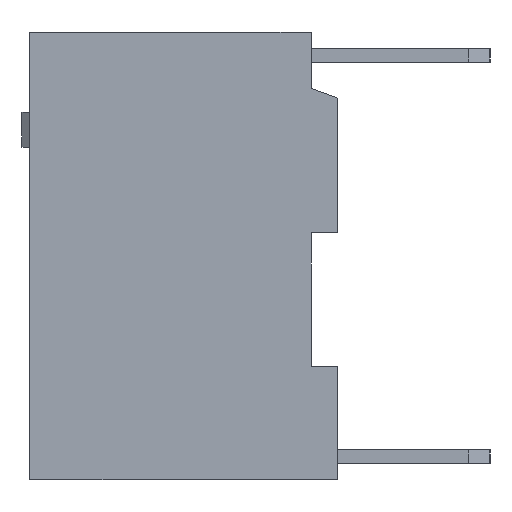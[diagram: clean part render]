
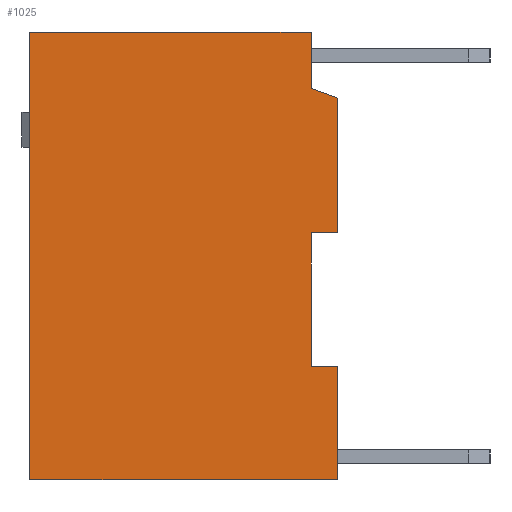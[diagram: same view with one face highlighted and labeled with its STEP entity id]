
A CAD part, left-side view. The second image highlights one B-rep face of the part: STEP entity #1025.
In plain terms, the highlighted planar face has unit normal (-1, 0, 0).
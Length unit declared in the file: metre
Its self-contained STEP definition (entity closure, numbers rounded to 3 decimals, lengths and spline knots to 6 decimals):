
#1025 = ADVANCED_FACE( '', ( #3772 ), #3773, .T. );
#3772 = FACE_OUTER_BOUND( '', #7222, .T. );
#3773 = PLANE( '', #7223 );
#7222 = EDGE_LOOP( '', ( #17224, #17225, #17226, #17227, #17228, #17229, #17230, #17231, #17232, #17233 ) );
#7223 = AXIS2_PLACEMENT_3D( '', #17234, #17235, #17236 );
#17224 = ORIENTED_EDGE( '', *, *, #25765, .F. );
#17225 = ORIENTED_EDGE( '', *, *, #26043, .F. );
#17226 = ORIENTED_EDGE( '', *, *, #24130, .F. );
#17227 = ORIENTED_EDGE( '', *, *, #22938, .T. );
#17228 = ORIENTED_EDGE( '', *, *, #26392, .T. );
#17229 = ORIENTED_EDGE( '', *, *, #26393, .T. );
#17230 = ORIENTED_EDGE( '', *, *, #25766, .T. );
#17231 = ORIENTED_EDGE( '', *, *, #25710, .F. );
#17232 = ORIENTED_EDGE( '', *, *, #26394, .T. );
#17233 = ORIENTED_EDGE( '', *, *, #22542, .T. );
#17234 = CARTESIAN_POINT( '', ( -0.0254, 0.00292, -0.00425 ) );
#17235 = DIRECTION( '', ( -1., 0., 0. ) );
#17236 = DIRECTION( '', ( 0., 0., 1. ) );
#22542 = EDGE_CURVE( '', #26999, #26997, #27000, .T. );
#22938 = EDGE_CURVE( '', #27791, #27789, #27792, .T. );
#24130 = EDGE_CURVE( '', #27791, #30008, #30009, .T. );
#25710 = EDGE_CURVE( '', #32543, #32545, #32546, .T. );
#25765 = EDGE_CURVE( '', #32628, #26997, #32630, .T. );
#25766 = EDGE_CURVE( '', #32631, #32545, #32632, .T. );
#26043 = EDGE_CURVE( '', #30008, #32628, #33071, .T. );
#26392 = EDGE_CURVE( '', #27789, #33538, #33539, .T. );
#26393 = EDGE_CURVE( '', #33538, #32631, #33540, .T. );
#26394 = EDGE_CURVE( '', #32543, #26999, #33541, .T. );
#26997 = VERTEX_POINT( '', #34278 );
#26999 = VERTEX_POINT( '', #34281 );
#27000 = LINE( '', #34282, #34283 );
#27789 = VERTEX_POINT( '', #35466 );
#27791 = VERTEX_POINT( '', #35469 );
#27792 = LINE( '', #35470, #35471 );
#30008 = VERTEX_POINT( '', #38838 );
#30009 = LINE( '', #38839, #38840 );
#32543 = VERTEX_POINT( '', #42892 );
#32545 = VERTEX_POINT( '', #42895 );
#32546 = LINE( '', #42896, #42897 );
#32628 = VERTEX_POINT( '', #43032 );
#32630 = LINE( '', #43035, #43036 );
#32631 = VERTEX_POINT( '', #43037 );
#32632 = LINE( '', #43038, #43039 );
#33071 = LINE( '', #43754, #43755 );
#33538 = VERTEX_POINT( '', #44562 );
#33539 = LINE( '', #44563, #44564 );
#33540 = LINE( '', #44565, #44566 );
#33541 = LINE( '', #44567, #44568 );
#34278 = CARTESIAN_POINT( '', ( -0.0254, -0.00242, 0.003183 ) );
#34281 = CARTESIAN_POINT( '', ( -0.0254, -0.00292, 0.003001 ) );
#34282 = CARTESIAN_POINT( '', ( -0.0254, -0.00292, 0.003001 ) );
#34283 = VECTOR( '', #45830, 1. );
#35466 = CARTESIAN_POINT( '', ( -0.0254, -0.00292, -0.00425 ) );
#35469 = CARTESIAN_POINT( '', ( -0.0254, 0.00292, -0.00425 ) );
#35470 = CARTESIAN_POINT( '', ( -0.0254, 0.00292, -0.00425 ) );
#35471 = VECTOR( '', #46226, 1. );
#38838 = CARTESIAN_POINT( '', ( -0.0254, 0.00292, 0.00425 ) );
#38839 = CARTESIAN_POINT( '', ( -0.0254, 0.00292, -0.00425 ) );
#38840 = VECTOR( '', #47498, 1. );
#42892 = CARTESIAN_POINT( '', ( -0.0254, -0.00292, 0.00044 ) );
#42895 = CARTESIAN_POINT( '', ( -0.0254, -0.00242, 0.00044 ) );
#42896 = CARTESIAN_POINT( '', ( -0.0254, -0.00292, 0.00044 ) );
#42897 = VECTOR( '', #49198, 1. );
#43032 = CARTESIAN_POINT( '', ( -0.0254, -0.00242, 0.00425 ) );
#43035 = CARTESIAN_POINT( '', ( -0.0254, -0.00242, 0.00425 ) );
#43036 = VECTOR( '', #49253, 1. );
#43037 = CARTESIAN_POINT( '', ( -0.0254, -0.00242, -0.0021 ) );
#43038 = CARTESIAN_POINT( '', ( -0.0254, -0.00242, -0.0021 ) );
#43039 = VECTOR( '', #49254, 1. );
#43754 = CARTESIAN_POINT( '', ( -0.0254, 0.00292, 0.00425 ) );
#43755 = VECTOR( '', #49531, 1. );
#44562 = CARTESIAN_POINT( '', ( -0.0254, -0.00292, -0.0021 ) );
#44563 = CARTESIAN_POINT( '', ( -0.0254, -0.00292, -0.00425 ) );
#44564 = VECTOR( '', #49896, 1. );
#44565 = CARTESIAN_POINT( '', ( -0.0254, -0.00292, -0.0021 ) );
#44566 = VECTOR( '', #49897, 1. );
#44567 = CARTESIAN_POINT( '', ( -0.0254, -0.00292, 0.00044 ) );
#44568 = VECTOR( '', #49898, 1. );
#45830 = DIRECTION( '', ( 0., 0.94, 0.342 ) );
#46226 = DIRECTION( '', ( 0., -1., 0. ) );
#47498 = DIRECTION( '', ( 0., 0., 1. ) );
#49198 = DIRECTION( '', ( 0., 1., 0. ) );
#49253 = DIRECTION( '', ( 0., 0., -1. ) );
#49254 = DIRECTION( '', ( 0., 0., 1. ) );
#49531 = DIRECTION( '', ( 0., -1., 0. ) );
#49896 = DIRECTION( '', ( 0., 0., 1. ) );
#49897 = DIRECTION( '', ( 0., 1., 0. ) );
#49898 = DIRECTION( '', ( 0., 0., 1. ) );
